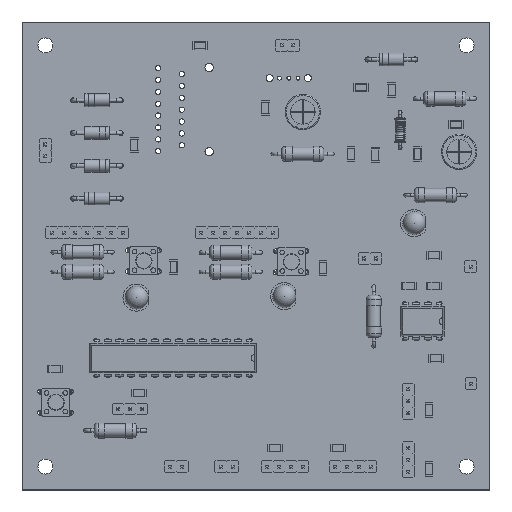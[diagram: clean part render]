
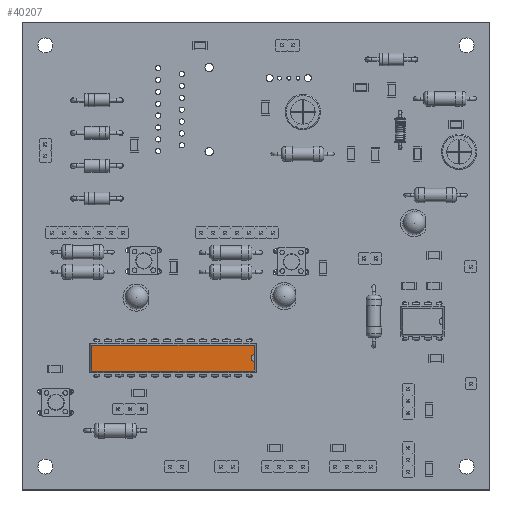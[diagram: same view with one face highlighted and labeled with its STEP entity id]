
A CAD part, top view. The second image highlights one B-rep face of the part: STEP entity #40207.
In plain terms, the highlighted planar face has unit normal (0, 0, 1).
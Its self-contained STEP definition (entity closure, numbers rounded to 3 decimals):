
#34225 = VERTEX_POINT('',#34226);
#34226 = CARTESIAN_POINT('',(6.586,0.871,3.68));
#34231 = EDGE_CURVE('',#34232,#34225,#34234,.T.);
#34232 = VERTEX_POINT('',#34233);
#34233 = CARTESIAN_POINT('',(6.586,-33.891,3.68));
#34234 = LINE('',#34235,#34236);
#34235 = CARTESIAN_POINT('',(6.586,-33.891,3.68));
#34236 = VECTOR('',#34237,1.);
#34237 = DIRECTION('',(0.,1.,0.));
#36991 = VERTEX_POINT('',#36992);
#36992 = CARTESIAN_POINT('',(1.034,0.871,3.68));
#36997 = EDGE_CURVE('',#36998,#36991,#37000,.T.);
#36998 = VERTEX_POINT('',#36999);
#36999 = CARTESIAN_POINT('',(3.064,0.871,3.68));
#37000 = LINE('',#37001,#37002);
#37001 = CARTESIAN_POINT('',(6.586,0.871,3.68));
#37002 = VECTOR('',#37003,1.);
#37003 = DIRECTION('',(-1.,0.,0.));
#37218 = VERTEX_POINT('',#37219);
#37219 = CARTESIAN_POINT('',(4.556,0.871,3.68));
#37323 = EDGE_CURVE('',#34225,#37218,#37324,.T.);
#37324 = LINE('',#37325,#37326);
#37325 = CARTESIAN_POINT('',(6.586,0.871,3.68));
#37326 = VECTOR('',#37327,1.);
#37327 = DIRECTION('',(-1.,0.,0.));
#37437 = VERTEX_POINT('',#37438);
#37438 = CARTESIAN_POINT('',(1.034,-33.891,3.68));
#37443 = EDGE_CURVE('',#36991,#37437,#37444,.T.);
#37444 = LINE('',#37445,#37446);
#37445 = CARTESIAN_POINT('',(1.034,0.871,3.68));
#37446 = VECTOR('',#37447,1.);
#37447 = DIRECTION('',(0.,-1.,0.));
#40196 = EDGE_CURVE('',#37437,#34232,#40197,.T.);
#40197 = LINE('',#40198,#40199);
#40198 = CARTESIAN_POINT('',(1.034,-33.891,3.68));
#40199 = VECTOR('',#40200,1.);
#40200 = DIRECTION('',(1.,0.,0.));
#40207 = ADVANCED_FACE('',(#40208),#40231,.F.);
#40208 = FACE_BOUND('',#40209,.F.);
#40209 = EDGE_LOOP('',(#40210,#40211,#40212,#40213,#40214,#40223,#40230)
  );
#40210 = ORIENTED_EDGE('',*,*,#34231,.F.);
#40211 = ORIENTED_EDGE('',*,*,#40196,.F.);
#40212 = ORIENTED_EDGE('',*,*,#37443,.F.);
#40213 = ORIENTED_EDGE('',*,*,#36997,.F.);
#40214 = ORIENTED_EDGE('',*,*,#40215,.F.);
#40215 = EDGE_CURVE('',#40216,#36998,#40218,.T.);
#40216 = VERTEX_POINT('',#40217);
#40217 = CARTESIAN_POINT('',(3.81,0.196,3.68));
#40218 = CIRCLE('',#40219,0.75);
#40219 = AXIS2_PLACEMENT_3D('',#40220,#40221,#40222);
#40220 = CARTESIAN_POINT('',(3.81,0.946,3.68));
#40221 = DIRECTION('',(0.,-0.,-1.));
#40222 = DIRECTION('',(0.,-1.,0.));
#40223 = ORIENTED_EDGE('',*,*,#40224,.F.);
#40224 = EDGE_CURVE('',#37218,#40216,#40225,.T.);
#40225 = CIRCLE('',#40226,0.75);
#40226 = AXIS2_PLACEMENT_3D('',#40227,#40228,#40229);
#40227 = CARTESIAN_POINT('',(3.81,0.946,3.68));
#40228 = DIRECTION('',(0.,-0.,-1.));
#40229 = DIRECTION('',(0.,-1.,0.));
#40230 = ORIENTED_EDGE('',*,*,#37323,.F.);
#40231 = PLANE('',#40232);
#40232 = AXIS2_PLACEMENT_3D('',#40233,#40234,#40235);
#40233 = CARTESIAN_POINT('',(6.586,-33.891,3.68));
#40234 = DIRECTION('',(-0.,0.,-1.));
#40235 = DIRECTION('',(-0.158,0.987,0.));
